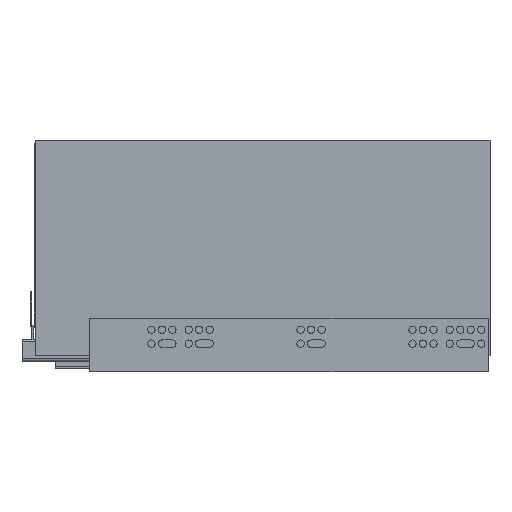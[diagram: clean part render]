
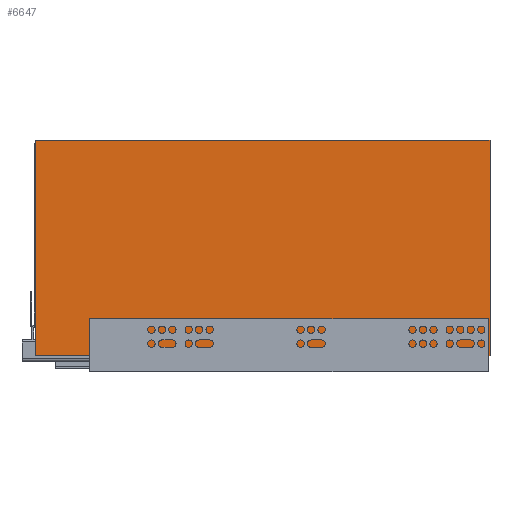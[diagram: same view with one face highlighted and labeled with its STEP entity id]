
A CAD part, top view. The second image highlights one B-rep face of the part: STEP entity #6647.
In plain terms, the highlighted planar face has unit normal (0, 0, 1).
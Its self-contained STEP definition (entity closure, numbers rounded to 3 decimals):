
#61 = VERTEX_POINT ( 'NONE', #7937 ) ;
#63 = DIRECTION ( 'NONE',  ( 0., 1., 0. ) ) ;
#237 = CARTESIAN_POINT ( 'NONE',  ( -390., 0., 30.4 ) ) ;
#238 = VECTOR ( 'NONE', #7863, 1000. ) ;
#278 = VERTEX_POINT ( 'NONE', #9463 ) ;
#326 = CARTESIAN_POINT ( 'NONE',  ( -390., 185., 30.4 ) ) ;
#817 = ORIENTED_EDGE ( 'NONE', *, *, #5471, .T. ) ;
#839 = CARTESIAN_POINT ( 'NONE',  ( -390., 0., 30.4 ) ) ;
#888 = EDGE_CURVE ( 'NONE', #2532, #5064, #5298, .T. ) ;
#987 = ORIENTED_EDGE ( 'NONE', *, *, #888, .F. ) ;
#1687 = PLANE ( 'NONE',  #5565 ) ;
#2179 = LINE ( 'NONE', #5127, #6582 ) ;
#2532 = VERTEX_POINT ( 'NONE', #4403 ) ;
#3313 = LINE ( 'NONE', #8569, #238 ) ;
#3876 = EDGE_CURVE ( 'NONE', #278, #61, #3313, .T. ) ;
#4025 = DIRECTION ( 'NONE',  ( 1., 0., 0. ) ) ;
#4116 = CARTESIAN_POINT ( 'NONE',  ( -390., 185., 30.4 ) ) ;
#4259 = VECTOR ( 'NONE', #4025, 1000. ) ;
#4403 = CARTESIAN_POINT ( 'NONE',  ( -390., 0., 30.4 ) ) ;
#5064 = VERTEX_POINT ( 'NONE', #326 ) ;
#5127 = CARTESIAN_POINT ( 'NONE',  ( -390., 0., 30.4 ) ) ;
#5245 = EDGE_CURVE ( 'NONE', #5064, #61, #7711, .T. ) ;
#5298 = LINE ( 'NONE', #839, #7574 ) ;
#5471 = EDGE_CURVE ( 'NONE', #2532, #278, #2179, .T. ) ;
#5565 = AXIS2_PLACEMENT_3D ( 'NONE', #237, #7648, #6142 ) ;
#6094 = FACE_OUTER_BOUND ( 'NONE', #9443, .T. ) ;
#6142 = DIRECTION ( 'NONE',  ( -1., 0., 0. ) ) ;
#6582 = VECTOR ( 'NONE', #8131, 1000. ) ;
#6647 = ADVANCED_FACE ( 'NONE', ( #6094 ), #1687, .T. ) ;
#6669 = ORIENTED_EDGE ( 'NONE', *, *, #3876, .T. ) ;
#7574 = VECTOR ( 'NONE', #63, 1000. ) ;
#7648 = DIRECTION ( 'NONE',  ( 0., 0., 1. ) ) ;
#7711 = LINE ( 'NONE', #4116, #4259 ) ;
#7863 = DIRECTION ( 'NONE',  ( 0., 1., 0. ) ) ;
#7937 = CARTESIAN_POINT ( 'NONE',  ( 0., 185., 30.4 ) ) ;
#8120 = ORIENTED_EDGE ( 'NONE', *, *, #5245, .F. ) ;
#8131 = DIRECTION ( 'NONE',  ( 1., 0., 0. ) ) ;
#8569 = CARTESIAN_POINT ( 'NONE',  ( 0., 0., 30.4 ) ) ;
#9443 = EDGE_LOOP ( 'NONE', ( #6669, #8120, #987, #817 ) ) ;
#9463 = CARTESIAN_POINT ( 'NONE',  ( 0., 0., 30.4 ) ) ;
